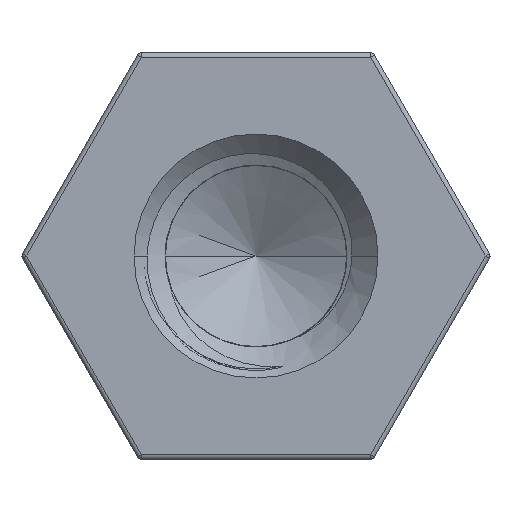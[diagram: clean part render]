
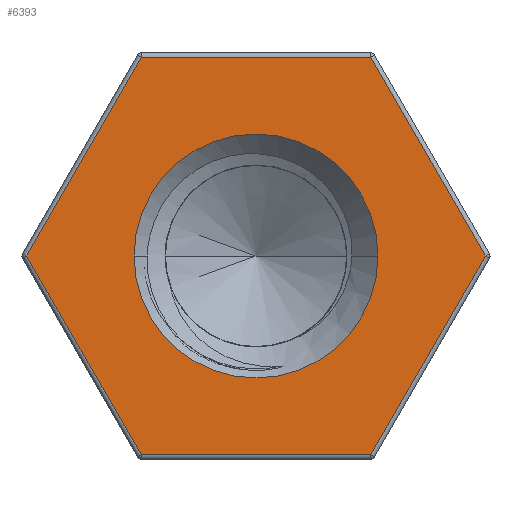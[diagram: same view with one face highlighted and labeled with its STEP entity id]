
A CAD part, left-side view. The second image highlights one B-rep face of the part: STEP entity #6393.
In plain terms, the highlighted planar face has unit normal (-1, 0, 0).
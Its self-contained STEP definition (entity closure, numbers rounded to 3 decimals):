
#1769=DIRECTION('',(0.,-0.5,-0.866));
#1770=VECTOR('',#1769,2.539);
#1771=CARTESIAN_POINT('',(-11.,2.539,0.));
#1772=LINE('',#1771,#1770);
#1776=DIRECTION('',(0.,0.5,-0.866));
#1777=VECTOR('',#1776,2.539);
#1778=CARTESIAN_POINT('',(-11.,1.27,2.199));
#1779=LINE('',#1778,#1777);
#1783=DIRECTION('',(0.,1.,0.));
#1784=VECTOR('',#1783,2.539);
#1785=CARTESIAN_POINT('',(-11.,-1.27,2.199));
#1786=LINE('',#1785,#1784);
#1790=DIRECTION('',(0.,0.5,0.866));
#1791=VECTOR('',#1790,2.539);
#1792=CARTESIAN_POINT('',(-11.,-2.539,0.));
#1793=LINE('',#1792,#1791);
#1797=DIRECTION('',(0.,-0.5,0.866));
#1798=VECTOR('',#1797,2.539);
#1799=CARTESIAN_POINT('',(-11.,-1.27,-2.199));
#1800=LINE('',#1799,#1798);
#1804=DIRECTION('',(0.,-1.,0.));
#1805=VECTOR('',#1804,2.539);
#1806=CARTESIAN_POINT('',(-11.,1.27,-2.199));
#1807=LINE('',#1806,#1805);
#1811=CARTESIAN_POINT('',(-11.,0.,0.));
#1812=DIRECTION('',(1.,0.,0.));
#1813=DIRECTION('',(0.,1.,0.));
#1814=AXIS2_PLACEMENT_3D('',#1811,#1812,#1813);
#1819=CARTESIAN_POINT('',(-11.,0.,0.));
#1820=DIRECTION('',(1.,0.,0.));
#1821=DIRECTION('',(0.,-1.,0.));
#1822=AXIS2_PLACEMENT_3D('',#1819,#1820,#1821);
#4562=CARTESIAN_POINT('',(-11.,2.539,0.));
#4563=CARTESIAN_POINT('',(-11.,1.27,-2.199));
#4564=VERTEX_POINT('',#4562);
#4565=VERTEX_POINT('',#4563);
#4574=CARTESIAN_POINT('',(-11.,-1.27,-2.199));
#4575=VERTEX_POINT('',#4574);
#4622=CARTESIAN_POINT('',(-11.,-2.539,0.));
#4623=VERTEX_POINT('',#4622);
#4624=CARTESIAN_POINT('',(-11.,-1.27,2.199));
#4625=VERTEX_POINT('',#4624);
#4626=CARTESIAN_POINT('',(-11.,1.27,2.199));
#4627=VERTEX_POINT('',#4626);
#4642=CARTESIAN_POINT('',(-11.,1.35,0.));
#4644=VERTEX_POINT('',#4642);
#4646=CARTESIAN_POINT('',(-11.,-1.35,0.));
#4648=VERTEX_POINT('',#4646);
#6370=CARTESIAN_POINT('',(-11.,0.,0.));
#6371=DIRECTION('',(1.,0.,0.));
#6372=DIRECTION('',(0.,-1.,0.));
#6373=AXIS2_PLACEMENT_3D('',#6370,#6371,#6372);
#6374=PLANE('',#6373);
#6375=ORIENTED_EDGE('',*,*,#6361,.F.);
#6377=ORIENTED_EDGE('',*,*,#6376,.F.);
#6379=ORIENTED_EDGE('',*,*,#6378,.F.);
#6381=ORIENTED_EDGE('',*,*,#6380,.F.);
#6383=ORIENTED_EDGE('',*,*,#6382,.F.);
#6384=ORIENTED_EDGE('',*,*,#6282,.F.);
#6385=EDGE_LOOP('',(#6375,#6377,#6379,#6381,#6383,#6384));
#6386=FACE_OUTER_BOUND('',#6385,.F.);
#6388=ORIENTED_EDGE('',*,*,#6387,.F.);
#6390=ORIENTED_EDGE('',*,*,#6389,.F.);
#6391=EDGE_LOOP('',(#6388,#6390));
#6392=FACE_BOUND('',#6391,.F.);
#1815=CIRCLE('',#1814,1.35);
#1823=CIRCLE('',#1822,1.35);
#6282=EDGE_CURVE('',#4565,#4575,#1807,.T.);
#6361=EDGE_CURVE('',#4564,#4565,#1772,.T.);
#6376=EDGE_CURVE('',#4627,#4564,#1779,.T.);
#6378=EDGE_CURVE('',#4625,#4627,#1786,.T.);
#6380=EDGE_CURVE('',#4623,#4625,#1793,.T.);
#6382=EDGE_CURVE('',#4575,#4623,#1800,.T.);
#6387=EDGE_CURVE('',#4644,#4648,#1815,.T.);
#6389=EDGE_CURVE('',#4648,#4644,#1823,.T.);
#6393=ADVANCED_FACE('',(#6386,#6392),#6374,.F.);
